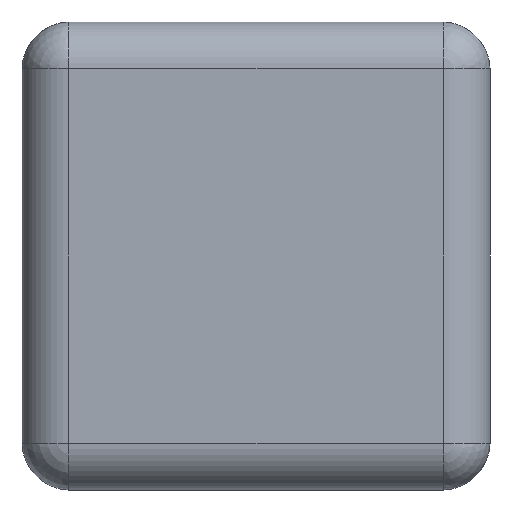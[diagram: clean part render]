
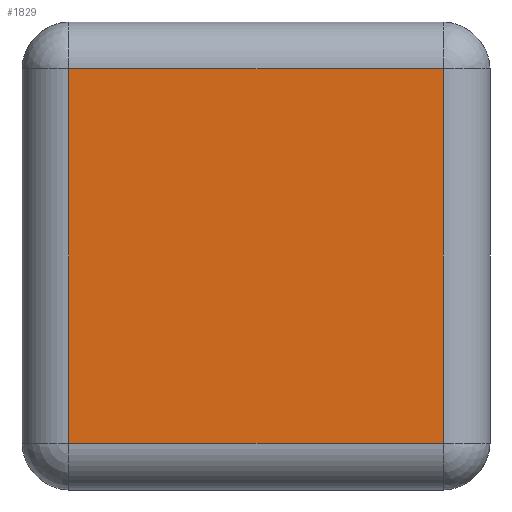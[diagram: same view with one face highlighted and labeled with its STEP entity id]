
A CAD part, left-side view. The second image highlights one B-rep face of the part: STEP entity #1829.
In plain terms, the highlighted planar face has unit normal (-1, 0, 0).
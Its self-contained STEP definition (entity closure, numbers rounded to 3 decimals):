
#11 = PLANE ( 'NONE',  #36 ) ;
#27 = CARTESIAN_POINT ( 'NONE',  ( -0.5, 0.2, 0.067 ) ) ;
#36 = AXIS2_PLACEMENT_3D ( 'NONE', #696, #716, #1913 ) ;
#163 = CARTESIAN_POINT ( 'NONE',  ( -0.5, -0.2, -0.2 ) ) ;
#200 = CARTESIAN_POINT ( 'NONE',  ( -0.5, 0.2, 0.2 ) ) ;
#256 = CARTESIAN_POINT ( 'NONE',  ( -0.5, 0.067, -0.2 ) ) ;
#347 = CARTESIAN_POINT ( 'NONE',  ( -0.5, 0.067, 0.2 ) ) ;
#366 = CARTESIAN_POINT ( 'NONE',  ( -0.5, 0.2, -0.2 ) ) ;
#386 = CARTESIAN_POINT ( 'NONE',  ( -0.5, -0.2, 0.2 ) ) ;
#400 = CARTESIAN_POINT ( 'NONE',  ( -0.5, -0.2, 0.2 ) ) ;
#469 = B_SPLINE_CURVE_WITH_KNOTS ( 'NONE', 3,
 ( #1232, #2086, #1090, #386 ),
 .UNSPECIFIED., .F., .F.,
 ( 4, 4 ),
 ( 0., 1. ),
 .UNSPECIFIED. ) ;
#547 = EDGE_LOOP ( 'NONE', ( #1451, #1934, #805, #551 ) ) ;
#551 = ORIENTED_EDGE ( 'NONE', *, *, #2119, .T. ) ;
#615 = CARTESIAN_POINT ( 'NONE',  ( -0.5, -0.2, -0.2 ) ) ;
#630 = VERTEX_POINT ( 'NONE', #673 ) ;
#673 = CARTESIAN_POINT ( 'NONE',  ( -0.5, 0.2, -0.2 ) ) ;
#696 = CARTESIAN_POINT ( 'NONE',  ( -0.5, 0.2, 0.2 ) ) ;
#716 = DIRECTION ( 'NONE',  ( -1., 0., 0. ) ) ;
#730 = CARTESIAN_POINT ( 'NONE',  ( -0.5, 0.2, -0.067 ) ) ;
#805 = ORIENTED_EDGE ( 'NONE', *, *, #904, .F. ) ;
#904 = EDGE_CURVE ( 'NONE', #630, #1581, #1840, .T. ) ;
#1090 = CARTESIAN_POINT ( 'NONE',  ( -0.5, -0.2, 0.067 ) ) ;
#1232 = CARTESIAN_POINT ( 'NONE',  ( -0.5, -0.2, -0.2 ) ) ;
#1239 = FACE_OUTER_BOUND ( 'NONE', #547, .T. ) ;
#1424 = CARTESIAN_POINT ( 'NONE',  ( -0.5, 0.2, 0.2 ) ) ;
#1447 = VERTEX_POINT ( 'NONE', #400 ) ;
#1451 = ORIENTED_EDGE ( 'NONE', *, *, #2022, .T. ) ;
#1457 = CARTESIAN_POINT ( 'NONE',  ( -0.5, -0.067, -0.2 ) ) ;
#1484 = B_SPLINE_CURVE_WITH_KNOTS ( 'NONE', 3,
 ( #1806, #256, #1457, #615 ),
 .UNSPECIFIED., .F., .F.,
 ( 4, 4 ),
 ( 0., 1. ),
 .UNSPECIFIED. ) ;
#1502 = B_SPLINE_CURVE_WITH_KNOTS ( 'NONE', 3,
 ( #1571, #347, #1714, #1552 ),
 .UNSPECIFIED., .F., .F.,
 ( 4, 4 ),
 ( 0., 1. ),
 .UNSPECIFIED. ) ;
#1552 = CARTESIAN_POINT ( 'NONE',  ( -0.5, -0.2, 0.2 ) ) ;
#1571 = CARTESIAN_POINT ( 'NONE',  ( -0.5, 0.2, 0.2 ) ) ;
#1581 = VERTEX_POINT ( 'NONE', #1424 ) ;
#1714 = CARTESIAN_POINT ( 'NONE',  ( -0.5, -0.067, 0.2 ) ) ;
#1806 = CARTESIAN_POINT ( 'NONE',  ( -0.5, 0.2, -0.2 ) ) ;
#1829 = ADVANCED_FACE ( 'NONE', ( #1239 ), #11, .T. ) ;
#1831 = VERTEX_POINT ( 'NONE', #163 ) ;
#1840 = B_SPLINE_CURVE_WITH_KNOTS ( 'NONE', 3,
 ( #366, #730, #27, #200 ),
 .UNSPECIFIED., .F., .F.,
 ( 4, 4 ),
 ( 0., 1. ),
 .UNSPECIFIED. ) ;
#1848 = EDGE_CURVE ( 'NONE', #1581, #1447, #1502, .T. ) ;
#1913 = DIRECTION ( 'NONE',  ( 0., 0., 1. ) ) ;
#1934 = ORIENTED_EDGE ( 'NONE', *, *, #1848, .F. ) ;
#2022 = EDGE_CURVE ( 'NONE', #1831, #1447, #469, .T. ) ;
#2086 = CARTESIAN_POINT ( 'NONE',  ( -0.5, -0.2, -0.067 ) ) ;
#2119 = EDGE_CURVE ( 'NONE', #630, #1831, #1484, .T. ) ;
